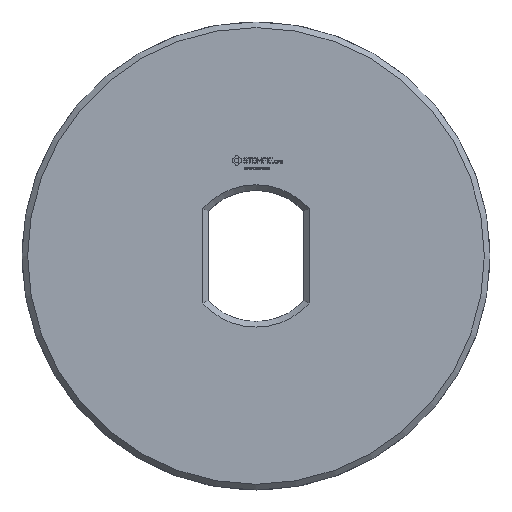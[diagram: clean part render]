
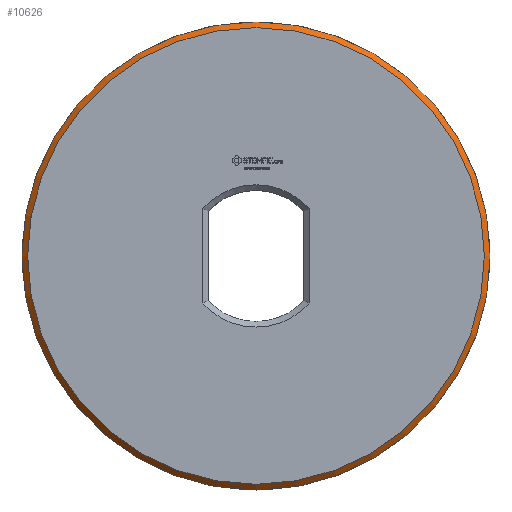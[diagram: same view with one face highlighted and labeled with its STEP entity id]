
A CAD part, top view. The second image highlights one B-rep face of the part: STEP entity #10626.
In plain terms, the highlighted conical face has half-angle 45 degrees and reference radius 12.5 mm.
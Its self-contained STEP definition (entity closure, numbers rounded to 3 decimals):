
#21 = EDGE_CURVE('',#22,#22,#24,.T.);
#22 = VERTEX_POINT('',#23);
#23 = CARTESIAN_POINT('',(12.2,0.,3.125));
#24 = SURFACE_CURVE('',#25,(#30,#42),.PCURVE_S1.);
#25 = CIRCLE('',#26,12.2);
#26 = AXIS2_PLACEMENT_3D('',#27,#28,#29);
#27 = CARTESIAN_POINT('',(0.,0.,3.125));
#28 = DIRECTION('',(0.,0.,-1.));
#29 = DIRECTION('',(1.,0.,0.));
#30 = PCURVE('',#31,#36);
#31 = PLANE('',#32);
#32 = AXIS2_PLACEMENT_3D('',#33,#34,#35);
#33 = CARTESIAN_POINT('',(0.,0.,3.125));
#34 = DIRECTION('',(0.,0.,-1.));
#35 = DIRECTION('',(1.,0.,0.));
#36 = DEFINITIONAL_REPRESENTATION('',(#37),#41);
#37 = CIRCLE('',#38,12.2);
#38 = AXIS2_PLACEMENT_2D('',#39,#40);
#39 = CARTESIAN_POINT('',(0.,0.));
#40 = DIRECTION('',(1.,0.));
#41 = ( GEOMETRIC_REPRESENTATION_CONTEXT(2) 
PARAMETRIC_REPRESENTATION_CONTEXT() REPRESENTATION_CONTEXT('2D SPACE',''
  ) );
#42 = PCURVE('',#43,#48);
#43 = CONICAL_SURFACE('',#44,12.5,0.785);
#44 = AXIS2_PLACEMENT_3D('',#45,#46,#47);
#45 = CARTESIAN_POINT('',(0.,0.,2.825));
#46 = DIRECTION('',(0.,0.,-1.));
#47 = DIRECTION('',(1.,0.,0.));
#48 = DEFINITIONAL_REPRESENTATION('',(#49),#53);
#49 = LINE('',#50,#51);
#50 = CARTESIAN_POINT('',(0.,-0.3));
#51 = VECTOR('',#52,1.);
#52 = DIRECTION('',(1.,-0.));
#53 = ( GEOMETRIC_REPRESENTATION_CONTEXT(2) 
PARAMETRIC_REPRESENTATION_CONTEXT() REPRESENTATION_CONTEXT('2D SPACE',''
  ) );
#10626 = ADVANCED_FACE('',(#10627),#43,.T.);
#10627 = FACE_BOUND('',#10628,.F.);
#10628 = EDGE_LOOP('',(#10629,#10658,#10679,#10680));
#10629 = ORIENTED_EDGE('',*,*,#10630,.T.);
#10630 = EDGE_CURVE('',#10631,#10631,#10633,.T.);
#10631 = VERTEX_POINT('',#10632);
#10632 = CARTESIAN_POINT('',(12.5,0.,2.825));
#10633 = SURFACE_CURVE('',#10634,(#10639,#10646),.PCURVE_S1.);
#10634 = CIRCLE('',#10635,12.5);
#10635 = AXIS2_PLACEMENT_3D('',#10636,#10637,#10638);
#10636 = CARTESIAN_POINT('',(0.,0.,2.825));
#10637 = DIRECTION('',(0.,0.,-1.));
#10638 = DIRECTION('',(1.,0.,0.));
#10639 = PCURVE('',#43,#10640);
#10640 = DEFINITIONAL_REPRESENTATION('',(#10641),#10645);
#10641 = LINE('',#10642,#10643);
#10642 = CARTESIAN_POINT('',(0.,-0.));
#10643 = VECTOR('',#10644,1.);
#10644 = DIRECTION('',(1.,-0.));
#10645 = ( GEOMETRIC_REPRESENTATION_CONTEXT(2) 
PARAMETRIC_REPRESENTATION_CONTEXT() REPRESENTATION_CONTEXT('2D SPACE',''
  ) );
#10646 = PCURVE('',#10647,#10652);
#10647 = CYLINDRICAL_SURFACE('',#10648,12.5);
#10648 = AXIS2_PLACEMENT_3D('',#10649,#10650,#10651);
#10649 = CARTESIAN_POINT('',(0.,0.,2.325));
#10650 = DIRECTION('',(0.,0.,1.));
#10651 = DIRECTION('',(1.,0.,0.));
#10652 = DEFINITIONAL_REPRESENTATION('',(#10653),#10657);
#10653 = LINE('',#10654,#10655);
#10654 = CARTESIAN_POINT('',(-0.,0.5));
#10655 = VECTOR('',#10656,1.);
#10656 = DIRECTION('',(-1.,0.));
#10657 = ( GEOMETRIC_REPRESENTATION_CONTEXT(2) 
PARAMETRIC_REPRESENTATION_CONTEXT() REPRESENTATION_CONTEXT('2D SPACE',''
  ) );
#10658 = ORIENTED_EDGE('',*,*,#10659,.T.);
#10659 = EDGE_CURVE('',#10631,#22,#10660,.T.);
#10660 = SEAM_CURVE('',#10661,(#10665,#10672),.PCURVE_S1.);
#10661 = LINE('',#10662,#10663);
#10662 = CARTESIAN_POINT('',(12.5,0.,2.825));
#10663 = VECTOR('',#10664,1.);
#10664 = DIRECTION('',(-0.707,0.,0.707));
#10665 = PCURVE('',#43,#10666);
#10666 = DEFINITIONAL_REPRESENTATION('',(#10667),#10671);
#10667 = LINE('',#10668,#10669);
#10668 = CARTESIAN_POINT('',(0.,-0.));
#10669 = VECTOR('',#10670,1.);
#10670 = DIRECTION('',(0.,-1.));
#10671 = ( GEOMETRIC_REPRESENTATION_CONTEXT(2) 
PARAMETRIC_REPRESENTATION_CONTEXT() REPRESENTATION_CONTEXT('2D SPACE',''
  ) );
#10672 = PCURVE('',#43,#10673);
#10673 = DEFINITIONAL_REPRESENTATION('',(#10674),#10678);
#10674 = LINE('',#10675,#10676);
#10675 = CARTESIAN_POINT('',(6.283,-0.));
#10676 = VECTOR('',#10677,1.);
#10677 = DIRECTION('',(0.,-1.));
#10678 = ( GEOMETRIC_REPRESENTATION_CONTEXT(2) 
PARAMETRIC_REPRESENTATION_CONTEXT() REPRESENTATION_CONTEXT('2D SPACE',''
  ) );
#10679 = ORIENTED_EDGE('',*,*,#21,.F.);
#10680 = ORIENTED_EDGE('',*,*,#10659,.F.);
